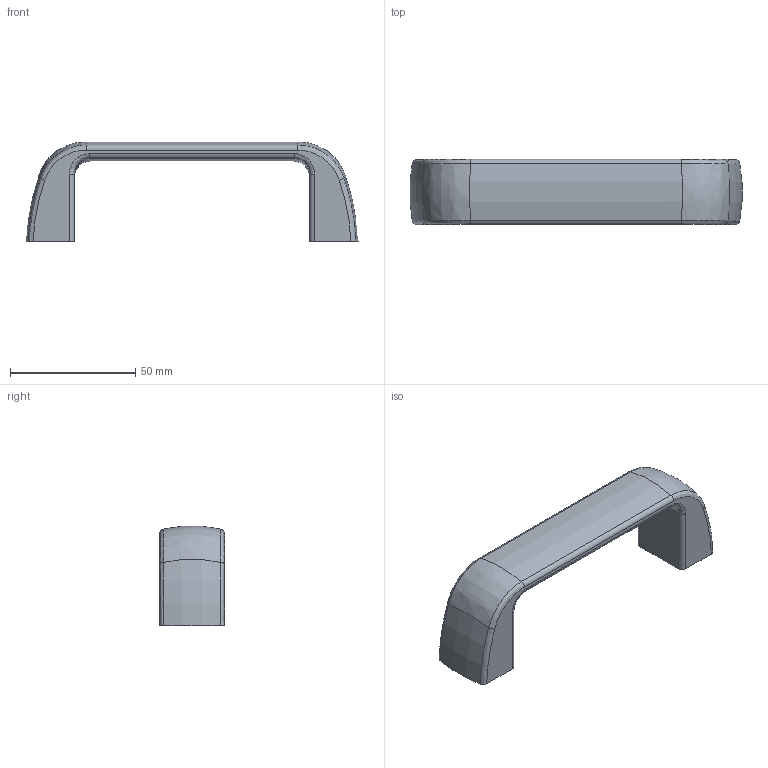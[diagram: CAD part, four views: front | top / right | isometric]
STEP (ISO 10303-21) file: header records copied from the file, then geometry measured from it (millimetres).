
FILE_DESCRIPTION( ( 'Unknown' ), '1' );
FILE_NAME( '6333030_MT117_M08.stp', 'Unknown', ( 'Unknown' ), ( 'Unknown' ), 'PSStep 11.0', 'Unknown', ' ' );
FILE_SCHEMA( ( 'AUTOMOTIVE_DESIGN { 1 0 10303 214 1 1 1 1 }' ) );
Length unit declared in the file: millimetre
Products named in the file (1): 6333030
Bounding box: 132.78 x 26 x 39.85 mm (x, y, z)
Volume: 45784.3 mm3; surface area: 12940.3 mm2
Topology: 1 solids, 1 shells, 46 faces, 108 edges, 66 vertices
Faces by surface type: cylinder 16, bspline 16, plane 8, cone 4, torus 2
Full cylindrical faces by diameter (mm): 6.647 x4, 10 x2
Entity records: 4401 total; most frequent: CARTESIAN_POINT 3136, ORIENTED_EDGE 184, DIRECTION 160, EDGE_CURVE 92, AXIS2_PLACEMENT_3D 69, VERTEX_POINT 62, EDGE_LOOP 58, FACE_OUTER_BOUND 52
